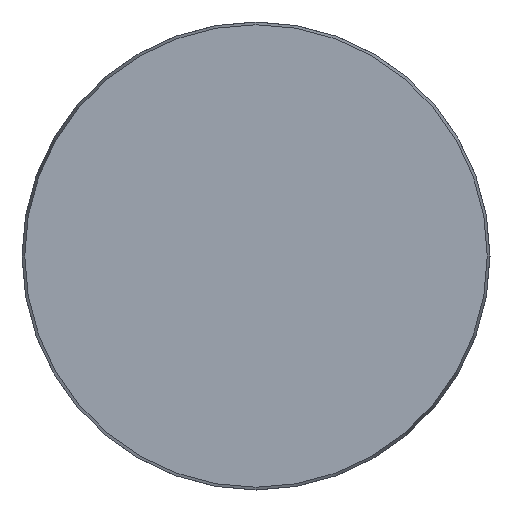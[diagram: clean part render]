
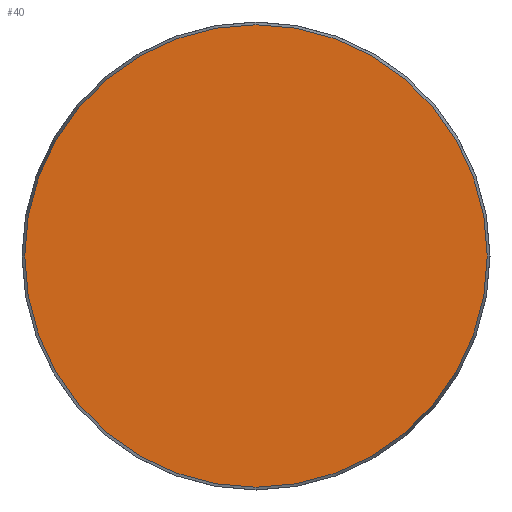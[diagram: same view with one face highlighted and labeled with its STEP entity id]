
A CAD part, front view. The second image highlights one B-rep face of the part: STEP entity #40.
In plain terms, the highlighted planar face has unit normal (0, -1, 0).
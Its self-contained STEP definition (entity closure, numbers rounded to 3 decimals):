
#27 = AXIS2_PLACEMENT_3D ( 'NONE', #120, #403, #225 ) ;
#40 = ADVANCED_FACE ( 'NONE', ( #648 ), #60, .F. ) ;
#60 = PLANE ( 'NONE',  #27 ) ;
#105 = EDGE_LOOP ( 'NONE', ( #461 ) ) ;
#120 = CARTESIAN_POINT ( 'NONE',  ( -48.425, 0., 0. ) ) ;
#168 = CIRCLE ( 'NONE', #595, 48.425 ) ;
#225 = DIRECTION ( 'NONE',  ( 0., 0., 1. ) ) ;
#355 = CARTESIAN_POINT ( 'NONE',  ( 0., 0., 0. ) ) ;
#403 = DIRECTION ( 'NONE',  ( 0., 1., 0. ) ) ;
#461 = ORIENTED_EDGE ( 'NONE', *, *, #662, .T. ) ;
#509 = VERTEX_POINT ( 'NONE', #632 ) ;
#595 = AXIS2_PLACEMENT_3D ( 'NONE', #355, #606, #668 ) ;
#606 = DIRECTION ( 'NONE',  ( 0., -1., 0. ) ) ;
#632 = CARTESIAN_POINT ( 'NONE',  ( 0., 0., -48.425 ) ) ;
#648 = FACE_OUTER_BOUND ( 'NONE', #105, .T. ) ;
#662 = EDGE_CURVE ( 'NONE', #509, #509, #168, .T. ) ;
#668 = DIRECTION ( 'NONE',  ( 0., 0., -1. ) ) ;
